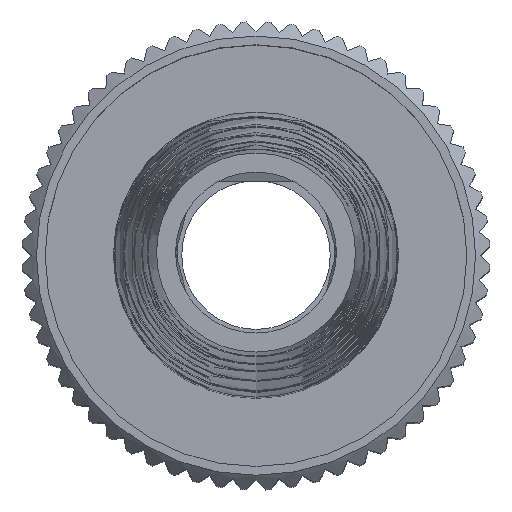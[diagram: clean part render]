
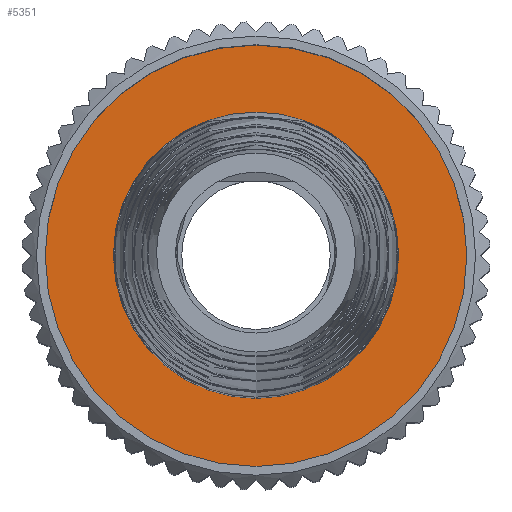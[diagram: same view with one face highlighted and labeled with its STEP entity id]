
A CAD part, top view. The second image highlights one B-rep face of the part: STEP entity #5351.
In plain terms, the highlighted planar face has unit normal (0, 0, 1).
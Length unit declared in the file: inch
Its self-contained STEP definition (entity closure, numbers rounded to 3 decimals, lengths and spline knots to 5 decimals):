
#22=FACE_BOUND('',#705,.T.);
#63=PLANE('',#5792);
#412=FACE_OUTER_BOUND('',#704,.T.);
#704=EDGE_LOOP('',(#4188));
#705=EDGE_LOOP('',(#4189));
#1710=CIRCLE('',#5721,0.1);
#1713=CIRCLE('',#5725,0.1775);
#2496=VERTEX_POINT('',#8740);
#2499=VERTEX_POINT('',#8748);
#3069=EDGE_CURVE('',#2496,#2496,#1710,.T.);
#3074=EDGE_CURVE('',#2499,#2499,#1713,.T.);
#4188=ORIENTED_EDGE('',*,*,#3074,.F.);
#4189=ORIENTED_EDGE('',*,*,#3069,.T.);
#5351=ADVANCED_FACE('',(#412,#22),#63,.F.);
#5721=AXIS2_PLACEMENT_3D('',#8741,#6393,#6394);
#5725=AXIS2_PLACEMENT_3D('',#8750,#6403,#6404);
#5792=AXIS2_PLACEMENT_3D('',#8940,#6658,#6659);
#6393=DIRECTION('center_axis',(0.,0.,-1.));
#6394=DIRECTION('ref_axis',(0.,1.,0.));
#6403=DIRECTION('center_axis',(0.,0.,-1.));
#6404=DIRECTION('ref_axis',(0.,1.,0.));
#6658=DIRECTION('center_axis',(0.,0.,-1.));
#6659=DIRECTION('ref_axis',(0.,1.,0.));
#8740=CARTESIAN_POINT('',(0.,-0.1,-12.8368));
#8741=CARTESIAN_POINT('Origin',(0.,0.,-12.8368));
#8748=CARTESIAN_POINT('',(0.,-0.1775,-12.8368));
#8750=CARTESIAN_POINT('Origin',(0.,0.,-12.8368));
#8940=CARTESIAN_POINT('Origin',(0.1775,0.,-12.8368));
